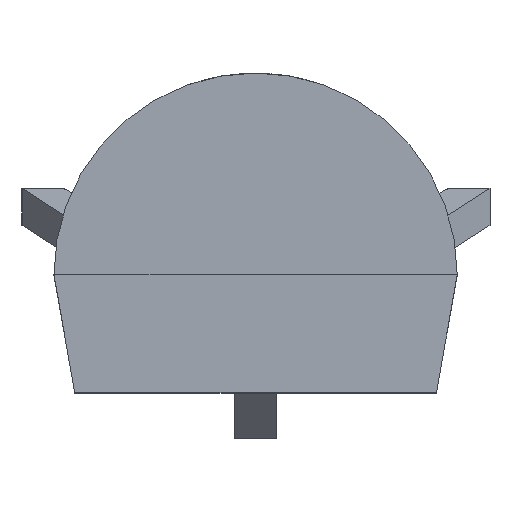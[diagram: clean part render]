
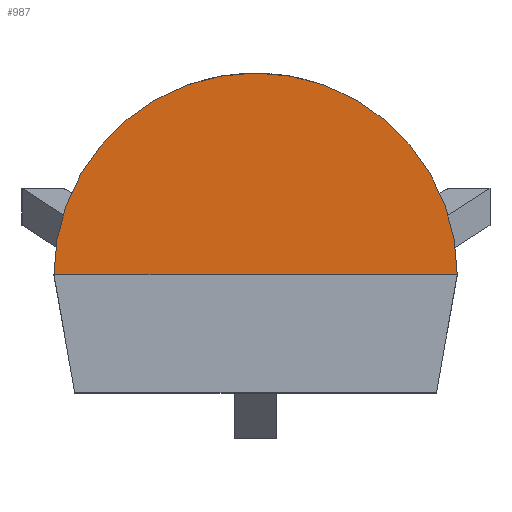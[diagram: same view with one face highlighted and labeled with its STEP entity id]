
A CAD part, top view. The second image highlights one B-rep face of the part: STEP entity #987.
In plain terms, the highlighted planar face has unit normal (0, 0, 1).
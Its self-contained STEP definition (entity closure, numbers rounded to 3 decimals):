
#90 = VECTOR ( 'NONE', #925, 1000. ) ;
#633 = AXIS2_PLACEMENT_3D ( 'NONE', #1122, #908, #896 ) ;
#721 = ORIENTED_EDGE ( 'NONE', *, *, #2806, .T. ) ;
#896 = DIRECTION ( 'NONE',  ( 1., 0., 0. ) ) ;
#908 = DIRECTION ( 'NONE',  ( 0., 0., -1. ) ) ;
#925 = DIRECTION ( 'NONE',  ( 1., 0., 0. ) ) ;
#987 = ADVANCED_FACE ( 'NONE', ( #1858 ), #1100, .T. ) ;
#1047 = VERTEX_POINT ( 'NONE', #1360 ) ;
#1052 = ORIENTED_EDGE ( 'NONE', *, *, #2014, .F. ) ;
#1100 = PLANE ( 'NONE',  #3239 ) ;
#1122 = CARTESIAN_POINT ( 'NONE',  ( 0., 1.72, 7.74 ) ) ;
#1136 = CARTESIAN_POINT ( 'NONE',  ( 0., 1.72, 7.74 ) ) ;
#1360 = CARTESIAN_POINT ( 'NONE',  ( 2.4, 1.72, 7.74 ) ) ;
#1858 = FACE_OUTER_BOUND ( 'NONE', #2299, .T. ) ;
#1919 = LINE ( 'NONE', #2928, #90 ) ;
#1941 = CARTESIAN_POINT ( 'NONE',  ( -2.4, 1.72, 7.74 ) ) ;
#1975 = CIRCLE ( 'NONE', #633, 2.4 ) ;
#2014 = EDGE_CURVE ( 'NONE', #2185, #1047, #1975, .T. ) ;
#2185 = VERTEX_POINT ( 'NONE', #1941 ) ;
#2299 = EDGE_LOOP ( 'NONE', ( #721, #1052 ) ) ;
#2381 = DIRECTION ( 'NONE',  ( 1., 0., 0. ) ) ;
#2806 = EDGE_CURVE ( 'NONE', #2185, #1047, #1919, .T. ) ;
#2897 = DIRECTION ( 'NONE',  ( 0., 0., 1. ) ) ;
#2928 = CARTESIAN_POINT ( 'NONE',  ( 0., 1.72, 7.74 ) ) ;
#3239 = AXIS2_PLACEMENT_3D ( 'NONE', #1136, #2897, #2381 ) ;
